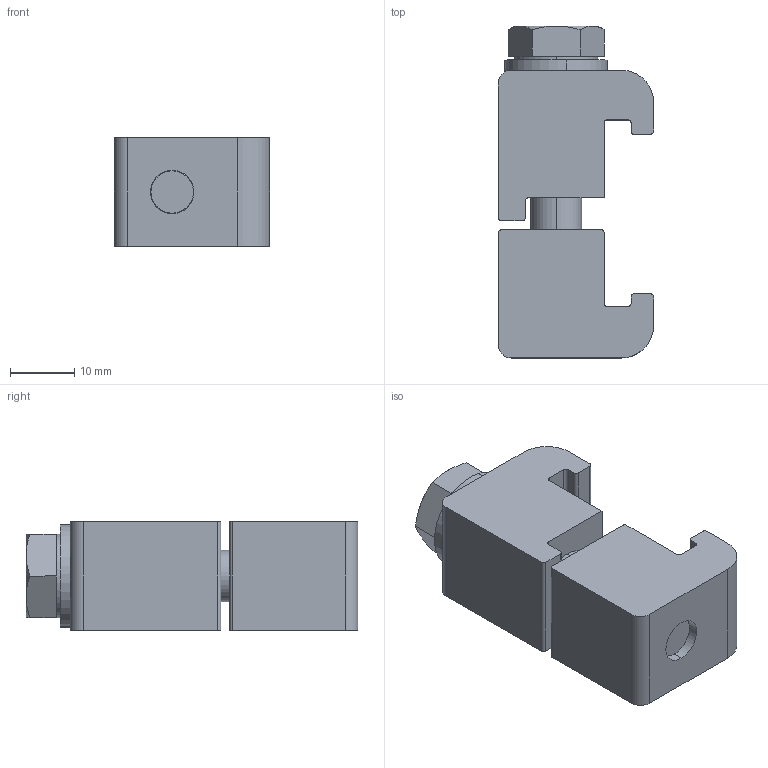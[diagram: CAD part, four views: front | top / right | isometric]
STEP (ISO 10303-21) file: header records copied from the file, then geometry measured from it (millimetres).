
FILE_DESCRIPTION (( 'STEP AP214' ), '1' );
FILE_NAME ('310BKL100.step', '2017-07-07T04:54:08', ( 'install' ), ( '' ), 'SwSTEP 2.0', 'SolidWorks 2015', '' );
FILE_SCHEMA (( 'AUTOMOTIVE_DESIGN' ));
Length unit declared in the file: millimetre
Products named in the file (1): 310BKL100
Bounding box: 24.2 x 51.8 x 17 mm (x, y, z)
Volume: 15001.5 mm3; surface area: 7530.8 mm2
Topology: 4 solids, 4 shells, 78 faces, 189 edges, 120 vertices
Faces by surface type: plane 39, cylinder 29, cone 8, torus 2
Entity records: 3258 total; most frequent: CARTESIAN_POINT 456, DIRECTION 409, ORIENTED_EDGE 378, EDGE_CURVE 189, AXIS2_PLACEMENT_3D 153, VERTEX_POINT 120, VECTOR 103, LINE 103
